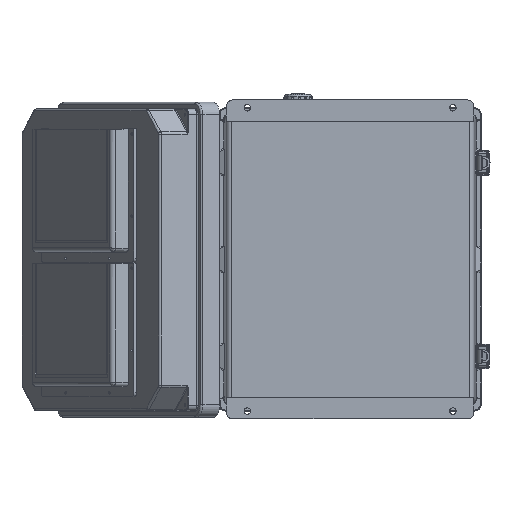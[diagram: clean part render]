
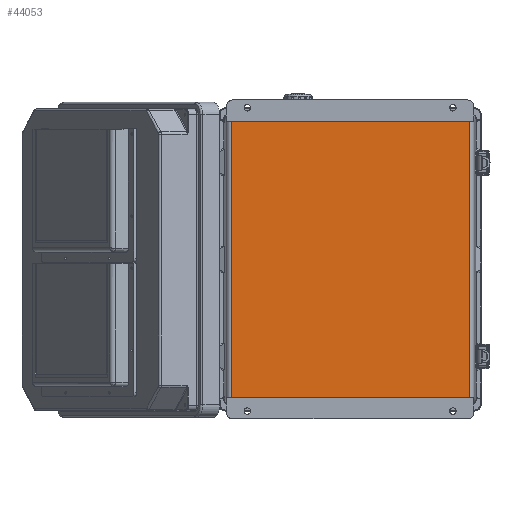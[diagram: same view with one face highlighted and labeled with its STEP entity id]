
A CAD part, front view. The second image highlights one B-rep face of the part: STEP entity #44053.
In plain terms, the highlighted planar face has unit normal (0, -1, 0).
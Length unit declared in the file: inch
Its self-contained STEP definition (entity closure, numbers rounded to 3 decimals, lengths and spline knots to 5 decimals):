
#8209 = PLANE ( 'NONE',  #53086 ) ;
#12755 = EDGE_LOOP ( 'NONE', ( #80833, #101091, #22274, #87927 ) ) ;
#15473 = LINE ( 'NONE', #81744, #36806 ) ;
#18900 = CARTESIAN_POINT ( 'NONE',  ( 5.78771, 0.05906, -14.4685 ) ) ;
#22274 = ORIENTED_EDGE ( 'NONE', *, *, #60866, .T. ) ;
#22499 = CARTESIAN_POINT ( 'NONE',  ( 5.78771, 0.05906, -1.04331 ) ) ;
#27319 = VERTEX_POINT ( 'NONE', #22499 ) ;
#34528 = CARTESIAN_POINT ( 'NONE',  ( -5.78771, 0.05906, -1.04331 ) ) ;
#35396 = VECTOR ( 'NONE', #56264, 39.37008 ) ;
#36806 = VECTOR ( 'NONE', #100505, 39.37008 ) ;
#39898 = CARTESIAN_POINT ( 'NONE',  ( -5.78771, 0.05906, -14.4685 ) ) ;
#41774 = DIRECTION ( 'NONE',  ( 0., 0., 1. ) ) ;
#41835 = FACE_OUTER_BOUND ( 'NONE', #12755, .T. ) ;
#42865 = LINE ( 'NONE', #61603, #78824 ) ;
#44053 = ADVANCED_FACE ( 'NONE', ( #41835 ), #8209, .F. ) ;
#47798 = EDGE_CURVE ( 'NONE', #54107, #77674, #67745, .T. ) ;
#50076 = CARTESIAN_POINT ( 'NONE',  ( -5.78771, 0.05906, -1.04331 ) ) ;
#53086 = AXIS2_PLACEMENT_3D ( 'NONE', #92156, #75556, #102074 ) ;
#54107 = VERTEX_POINT ( 'NONE', #39898 ) ;
#54375 = VERTEX_POINT ( 'NONE', #18900 ) ;
#56264 = DIRECTION ( 'NONE',  ( -1., 0., 0. ) ) ;
#60866 = EDGE_CURVE ( 'NONE', #54375, #27319, #42865, .T. ) ;
#61603 = CARTESIAN_POINT ( 'NONE',  ( 5.78771, 0.05906, -1.04331 ) ) ;
#64114 = VECTOR ( 'NONE', #41774, 39.37008 ) ;
#67745 = LINE ( 'NONE', #50076, #64114 ) ;
#75556 = DIRECTION ( 'NONE',  ( 0., 1., 0. ) ) ;
#77674 = VERTEX_POINT ( 'NONE', #34528 ) ;
#78824 = VECTOR ( 'NONE', #85423, 39.37008 ) ;
#80833 = ORIENTED_EDGE ( 'NONE', *, *, #47798, .F. ) ;
#81726 = LINE ( 'NONE', #89485, #35396 ) ;
#81744 = CARTESIAN_POINT ( 'NONE',  ( 6.11811, 0.05906, -1.04331 ) ) ;
#85423 = DIRECTION ( 'NONE',  ( 0., 0., 1. ) ) ;
#87927 = ORIENTED_EDGE ( 'NONE', *, *, #106458, .T. ) ;
#89485 = CARTESIAN_POINT ( 'NONE',  ( 6.11811, 0.05906, -14.4685 ) ) ;
#92156 = CARTESIAN_POINT ( 'NONE',  ( 6.11811, 0.05906, -1.04331 ) ) ;
#95011 = EDGE_CURVE ( 'NONE', #54375, #54107, #81726, .T. ) ;
#100505 = DIRECTION ( 'NONE',  ( -1., 0., 0. ) ) ;
#101091 = ORIENTED_EDGE ( 'NONE', *, *, #95011, .F. ) ;
#102074 = DIRECTION ( 'NONE',  ( 0., 0., 1. ) ) ;
#106458 = EDGE_CURVE ( 'NONE', #27319, #77674, #15473, .T. ) ;
